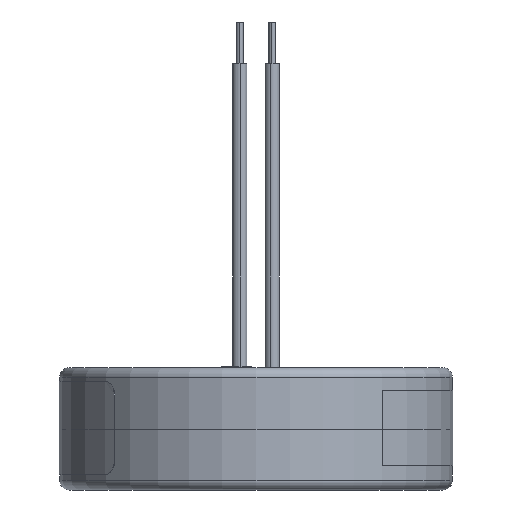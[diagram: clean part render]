
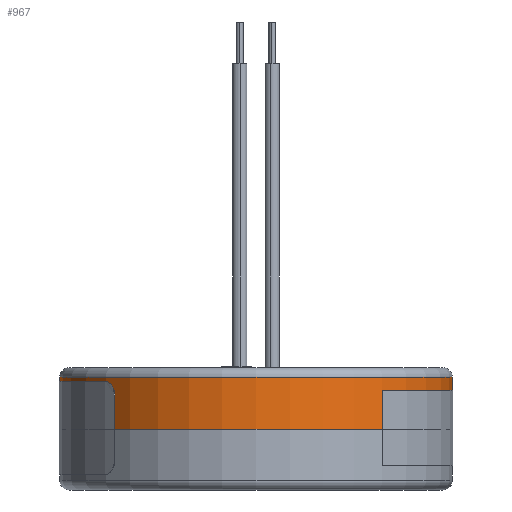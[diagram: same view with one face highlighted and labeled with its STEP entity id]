
A CAD part, front view. The second image highlights one B-rep face of the part: STEP entity #967.
In plain terms, the highlighted cylindrical face has radius 45.212 mm (diameter 90.424 mm), a partial arc.
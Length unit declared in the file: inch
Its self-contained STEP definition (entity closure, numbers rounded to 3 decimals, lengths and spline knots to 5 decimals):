
#839 = VERTEX_POINT ( 'NONE', #3858 ) ;
#840 = VERTEX_POINT ( 'NONE', #3857 ) ;
#850 = EDGE_CURVE ( 'NONE', #946, #908, #3820, .T. ) ;
#906 = EDGE_CURVE ( 'NONE', #946, #839, #3962, .T. ) ;
#908 = VERTEX_POINT ( 'NONE', #3958 ) ;
#910 = EDGE_CURVE ( 'NONE', #908, #840, #4116, .T. ) ;
#931 = EDGE_CURVE ( 'NONE', #840, #839, #4030, .T. ) ;
#946 = VERTEX_POINT ( 'NONE', #4008 ) ;
#967 = ADVANCED_FACE ( 'NONE', ( #4307 ), #4289, .T. ) ;
#968 = ORIENTED_EDGE ( 'NONE', *, *, #906, .F. ) ;
#969 = ORIENTED_EDGE ( 'NONE', *, *, #850, .T. ) ;
#1019 = EDGE_LOOP ( 'NONE', ( #968, #969, #1023, #1024 ) ) ;
#1023 = ORIENTED_EDGE ( 'NONE', *, *, #910, .T. ) ;
#1024 = ORIENTED_EDGE ( 'NONE', *, *, #931, .T. ) ;
#3816 = DIRECTION ( 'NONE',  ( 1., 0., 0. ) ) ;
#3817 = DIRECTION ( 'NONE',  ( 0., 0., 1. ) ) ;
#3818 = CARTESIAN_POINT ( 'NONE',  ( -0.04463, -0.12446, -0.56 ) ) ;
#3819 = AXIS2_PLACEMENT_3D ( 'NONE', #3818, #3817, #3816 ) ;
#3820 = CIRCLE ( 'NONE', #3819, 1.78 ) ;
#3857 = CARTESIAN_POINT ( 'NONE',  ( 1.73537, -0.12446, -0.09 ) ) ;
#3858 = CARTESIAN_POINT ( 'NONE',  ( -1.82463, -0.12446, -0.09 ) ) ;
#3958 = CARTESIAN_POINT ( 'NONE',  ( 1.73537, -0.12446, -0.56 ) ) ;
#3959 = DIRECTION ( 'NONE',  ( 0., 0., 1. ) ) ;
#3960 = VECTOR ( 'NONE', #3959, 39.37008 ) ;
#3961 = CARTESIAN_POINT ( 'NONE',  ( -1.82463, -0.12446, -0.56 ) ) ;
#3962 = LINE ( 'NONE', #3961, #3960 ) ;
#4008 = CARTESIAN_POINT ( 'NONE',  ( -1.82463, -0.12446, -0.56 ) ) ;
#4026 = DIRECTION ( 'NONE',  ( 1., 0., 0. ) ) ;
#4027 = DIRECTION ( 'NONE',  ( 0., 0., -1. ) ) ;
#4028 = CARTESIAN_POINT ( 'NONE',  ( -0.04463, -0.12446, -0.09 ) ) ;
#4029 = AXIS2_PLACEMENT_3D ( 'NONE', #4028, #4027, #4026 ) ;
#4030 = CIRCLE ( 'NONE', #4029, 1.78 ) ;
#4113 = DIRECTION ( 'NONE',  ( 0., 0., 1. ) ) ;
#4114 = VECTOR ( 'NONE', #4113, 39.37008 ) ;
#4115 = CARTESIAN_POINT ( 'NONE',  ( 1.73537, -0.12446, -0.56 ) ) ;
#4116 = LINE ( 'NONE', #4115, #4114 ) ;
#4289 = CYLINDRICAL_SURFACE ( 'NONE', #4336, 1.78 ) ;
#4307 = FACE_OUTER_BOUND ( 'NONE', #1019, .T. ) ;
#4317 = CARTESIAN_POINT ( 'NONE',  ( -0.04463, -0.12446, -0.56 ) ) ;
#4334 = DIRECTION ( 'NONE',  ( 1., 0., 0. ) ) ;
#4335 = DIRECTION ( 'NONE',  ( 0., 0., 1. ) ) ;
#4336 = AXIS2_PLACEMENT_3D ( 'NONE', #4317, #4335, #4334 ) ;
